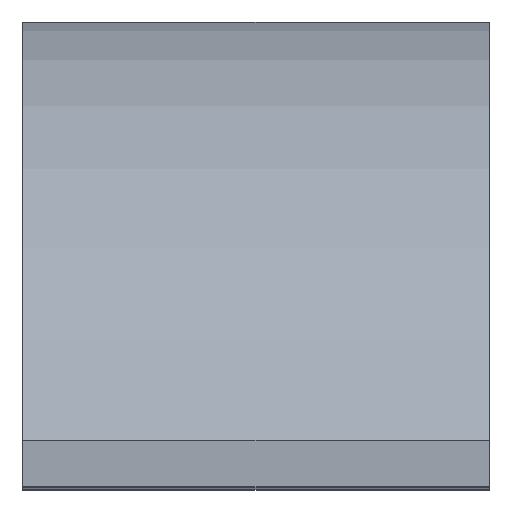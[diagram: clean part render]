
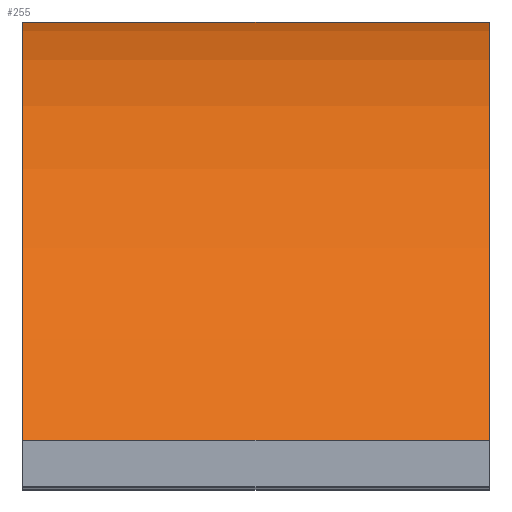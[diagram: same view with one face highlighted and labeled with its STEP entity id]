
A CAD part, top view. The second image highlights one B-rep face of the part: STEP entity #255.
In plain terms, the highlighted cylindrical face has radius 15 mm (diameter 30 mm), a partial arc.
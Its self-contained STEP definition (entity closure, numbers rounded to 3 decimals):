
#9 = ORIENTED_EDGE ( 'NONE', *, *, #32, .F. ) ;
#19 = VECTOR ( 'NONE', #225, 1000. ) ;
#25 = CARTESIAN_POINT ( 'NONE',  ( 10., 6., -13.748 ) ) ;
#31 = DIRECTION ( 'NONE',  ( 1., 0., 0. ) ) ;
#32 = EDGE_CURVE ( 'NONE', #218, #413, #274, .T. ) ;
#35 = DIRECTION ( 'NONE',  ( 0., 0., -1. ) ) ;
#37 = DIRECTION ( 'NONE',  ( 0., 0., -1. ) ) ;
#69 = AXIS2_PLACEMENT_3D ( 'NONE', #518, #31, #35 ) ;
#82 = CARTESIAN_POINT ( 'NONE',  ( 10., 6., 13.748 ) ) ;
#85 = EDGE_CURVE ( 'NONE', #197, #382, #203, .T. ) ;
#105 = CIRCLE ( 'NONE', #256, 15. ) ;
#108 = CARTESIAN_POINT ( 'NONE',  ( 0., 6., -13.748 ) ) ;
#114 = ORIENTED_EDGE ( 'NONE', *, *, #497, .F. ) ;
#185 = DIRECTION ( 'NONE',  ( -1., 0., 0. ) ) ;
#197 = VERTEX_POINT ( 'NONE', #405 ) ;
#199 = CARTESIAN_POINT ( 'NONE',  ( 10., 6., 13.748 ) ) ;
#202 = AXIS2_PLACEMENT_3D ( 'NONE', #486, #250, #314 ) ;
#203 = LINE ( 'NONE', #25, #414 ) ;
#218 = VERTEX_POINT ( 'NONE', #82 ) ;
#222 = EDGE_CURVE ( 'NONE', #382, #413, #105, .T. ) ;
#225 = DIRECTION ( 'NONE',  ( -1., 0., 0. ) ) ;
#247 = CARTESIAN_POINT ( 'NONE',  ( 0., 0., 0. ) ) ;
#250 = DIRECTION ( 'NONE',  ( -1., 0., 0. ) ) ;
#255 = ADVANCED_FACE ( 'NONE', ( #451 ), #370, .T. ) ;
#256 = AXIS2_PLACEMENT_3D ( 'NONE', #247, #400, #37 ) ;
#269 = CARTESIAN_POINT ( 'NONE',  ( 0., 6., 13.748 ) ) ;
#274 = LINE ( 'NONE', #199, #19 ) ;
#288 = CIRCLE ( 'NONE', #69, 15. ) ;
#300 = ORIENTED_EDGE ( 'NONE', *, *, #222, .T. ) ;
#314 = DIRECTION ( 'NONE',  ( 0., 0., 1. ) ) ;
#334 = ORIENTED_EDGE ( 'NONE', *, *, #85, .T. ) ;
#363 = EDGE_LOOP ( 'NONE', ( #300, #9, #114, #334 ) ) ;
#370 = CYLINDRICAL_SURFACE ( 'NONE', #202, 15. ) ;
#382 = VERTEX_POINT ( 'NONE', #108 ) ;
#400 = DIRECTION ( 'NONE',  ( 1., 0., 0. ) ) ;
#405 = CARTESIAN_POINT ( 'NONE',  ( 10., 6., -13.748 ) ) ;
#413 = VERTEX_POINT ( 'NONE', #269 ) ;
#414 = VECTOR ( 'NONE', #185, 1000. ) ;
#451 = FACE_OUTER_BOUND ( 'NONE', #363, .T. ) ;
#486 = CARTESIAN_POINT ( 'NONE',  ( 10., 0., 0. ) ) ;
#497 = EDGE_CURVE ( 'NONE', #197, #218, #288, .T. ) ;
#518 = CARTESIAN_POINT ( 'NONE',  ( 10., 0., 0. ) ) ;
